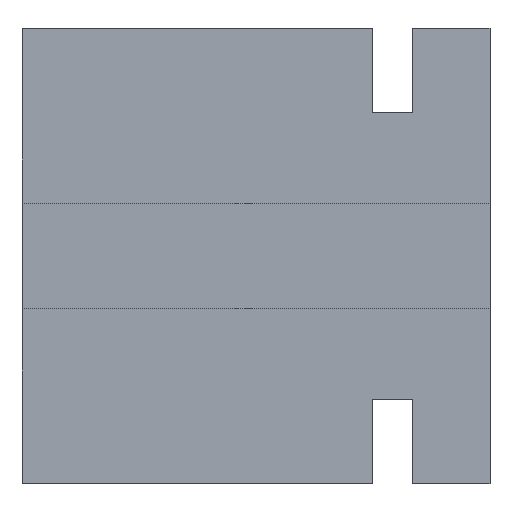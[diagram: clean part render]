
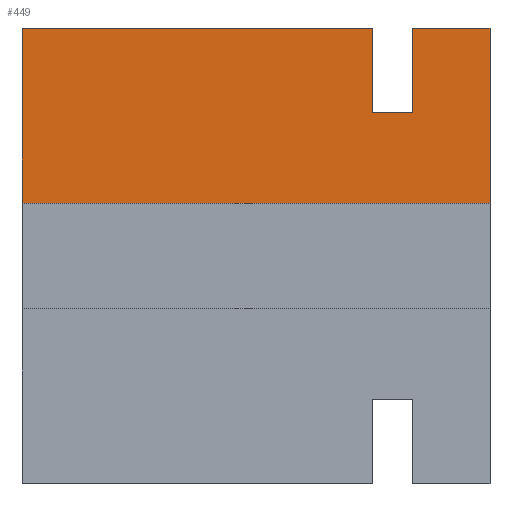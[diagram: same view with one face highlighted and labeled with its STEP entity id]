
A CAD part, top view. The second image highlights one B-rep face of the part: STEP entity #449.
In plain terms, the highlighted planar face has unit normal (0, 0, 1).
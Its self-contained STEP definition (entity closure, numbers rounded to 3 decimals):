
#31=FACE_OUTER_BOUND($,#57,.T.);
#57=EDGE_LOOP($,(#336,#337,#338,#339,#340,#341,#342,#343));
#86=LINE($,#645,#146);
#90=LINE($,#652,#150);
#93=LINE($,#660,#153);
#97=LINE($,#667,#157);
#99=LINE($,#670,#159);
#100=LINE($,#674,#160);
#101=LINE($,#675,#161);
#102=LINE($,#676,#162);
#146=VECTOR($,#527,1.68);
#150=VECTOR($,#533,7.037);
#153=VECTOR($,#538,1.55);
#157=VECTOR($,#544,1.68);
#159=VECTOR($,#548,0.813);
#160=VECTOR($,#551,9.4);
#161=VECTOR($,#552,3.51);
#162=VECTOR($,#553,3.51);
#202=VERTEX_POINT($,#642);
#203=VERTEX_POINT($,#644);
#205=VERTEX_POINT($,#650);
#208=VERTEX_POINT($,#657);
#209=VERTEX_POINT($,#659);
#211=VERTEX_POINT($,#665);
#212=VERTEX_POINT($,#672);
#213=VERTEX_POINT($,#673);
#246=EDGE_CURVE($,#203,#202,#86,.T.);
#250=EDGE_CURVE($,#202,#205,#90,.T.);
#253=EDGE_CURVE($,#209,#208,#93,.T.);
#257=EDGE_CURVE($,#208,#211,#97,.T.);
#259=EDGE_CURVE($,#211,#203,#99,.T.);
#260=EDGE_CURVE($,#212,#213,#100,.T.);
#261=EDGE_CURVE($,#212,#209,#101,.T.);
#262=EDGE_CURVE($,#205,#213,#102,.T.);
#336=ORIENTED_EDGE($,*,*,#260,.F.);
#337=ORIENTED_EDGE($,*,*,#261,.T.);
#338=ORIENTED_EDGE($,*,*,#253,.T.);
#339=ORIENTED_EDGE($,*,*,#257,.T.);
#340=ORIENTED_EDGE($,*,*,#259,.T.);
#341=ORIENTED_EDGE($,*,*,#246,.T.);
#342=ORIENTED_EDGE($,*,*,#250,.T.);
#343=ORIENTED_EDGE($,*,*,#262,.T.);
#423=PLANE($,#482);
#449=ADVANCED_FACE($,(#31),#423,.T.);
#482=AXIS2_PLACEMENT_3D($,#671,#549,#550);
#527=DIRECTION($,(0.,1.,0.));
#533=DIRECTION($,(-1.,0.,0.));
#538=DIRECTION($,(-1.,0.,0.));
#544=DIRECTION($,(0.,-1.,0.));
#548=DIRECTION($,(-1.,0.,0.));
#549=DIRECTION('center_axis',(0.,0.,1.));
#550=DIRECTION('ref_axis',(1.,0.,0.));
#551=DIRECTION($,(-1.,0.,0.));
#552=DIRECTION($,(0.,1.,0.));
#553=DIRECTION($,(0.,-1.,0.));
#642=CARTESIAN_POINT('',(2.527,4.57,0.89));
#644=CARTESIAN_POINT('',(2.527,2.89,0.89));
#645=CARTESIAN_POINT($,(2.527,4.57,0.89));
#650=CARTESIAN_POINT('',(-4.51,4.57,0.89));
#652=CARTESIAN_POINT($,(-4.51,4.57,0.89));
#657=CARTESIAN_POINT('',(3.34,4.57,0.89));
#659=CARTESIAN_POINT('',(4.89,4.57,0.89));
#660=CARTESIAN_POINT($,(3.34,4.57,0.89));
#665=CARTESIAN_POINT('',(3.34,2.89,0.89));
#667=CARTESIAN_POINT($,(3.34,2.39,0.89));
#670=CARTESIAN_POINT($,(2.527,2.89,0.89));
#671=CARTESIAN_POINT('Origin',(0.712,0.,0.89));
#672=CARTESIAN_POINT('',(4.89,1.06,0.89));
#673=CARTESIAN_POINT('',(-4.51,1.06,0.89));
#674=CARTESIAN_POINT($,(-1.899,1.06,0.89));
#675=CARTESIAN_POINT($,(4.89,0.,0.89));
#676=CARTESIAN_POINT($,(-4.51,0.,0.89));
